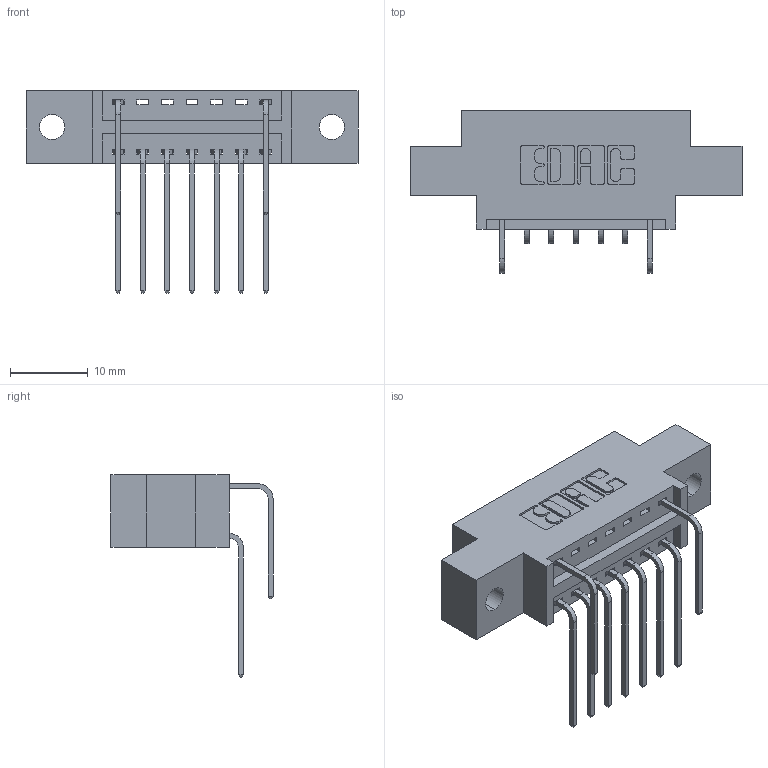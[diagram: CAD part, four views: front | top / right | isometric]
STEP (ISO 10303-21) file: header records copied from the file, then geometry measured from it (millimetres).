
FILE_DESCRIPTION (( 'STEP AP203' ), '1' );
FILE_NAME ('346-014-559-802.STEP', '2018-08-20T02:10:12', ( '' ), ( '' ), 'SwSTEP 2.0', 'SolidWorks 2016', '' );
FILE_SCHEMA (( 'CONFIG_CONTROL_DESIGN' ));
Length unit declared in the file: inch
Products named in the file (4): 346 Part_0.170 Offset - 0.128 Dia; 345-292-001_558 559 Tail - 1; 345-292-001_559 Tail - 2; 346-014-559-802
Assembly tree (10 placements, depth 2):
  346-014-559-802
    346 Part_0.170 Offset - 0.128 Dia
    345-292-001_558 559 Tail - 1  x7
    345-292-001_559 Tail - 2  x2
Bounding box: 42.8 x 20.89 x 26.16 mm (x, y, z)
Volume: 3717.2 mm3; surface area: 4459.4 mm2
Topology: 10 solids, 10 shells, 642 faces, 1895 edges, 1250 vertices
Faces by surface type: plane 438, cylinder 204
Entity records: 11039 total; most frequent: CARTESIAN_POINT 1942, ORIENTED_EDGE 1830, DIRECTION 1729, EDGE_CURVE 915, LINE 715, VECTOR 715, VERTEX_POINT 606, AXIS2_PLACEMENT_3D 507
